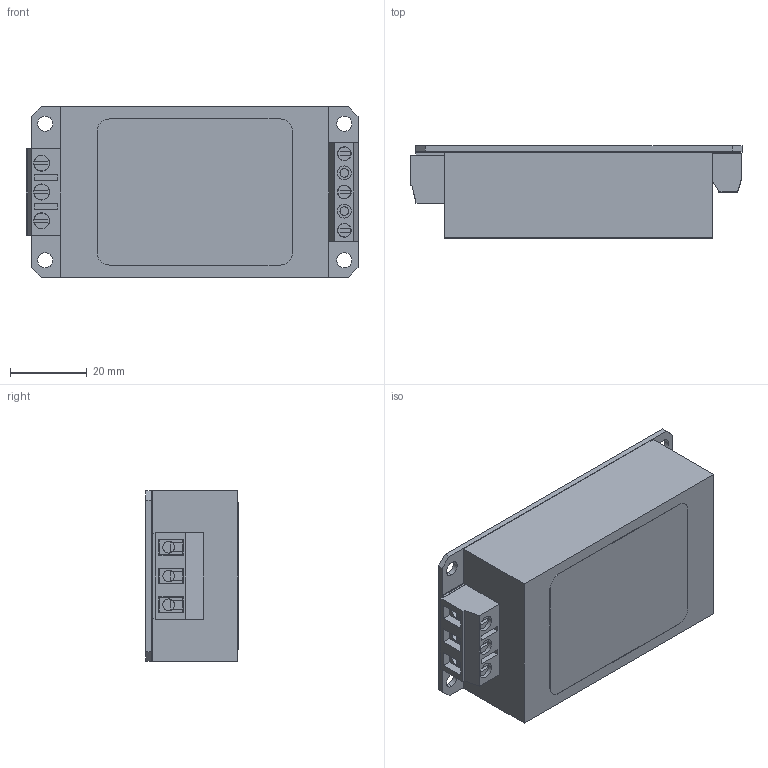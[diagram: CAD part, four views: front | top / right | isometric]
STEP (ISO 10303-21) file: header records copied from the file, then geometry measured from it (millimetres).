
FILE_DESCRIPTION (( 'STEP AP214' ), '1' );
FILE_NAME ('BP42010.STEP', '2022-04-20T16:04:32', ( '' ), ( '' ), 'SwSTEP 2.0', 'SolidWorks 2020', '' );
FILE_SCHEMA (( 'AUTOMOTIVE_DESIGN' ));
Length unit declared in the file: inch
Products named in the file (14): ED115_3DS; Screw 4-40x_25 PHMS_90272A106; 730045025; 860047460; 860047931 Rev B_860047933; BP42010; plate_chassis mount_850450050_10W TB input; 321213000 assembly_web model BP4; covers_860047018; screw 4 Fl Hd_#4 x .25; Label_model_ser_050059035; Tape_VHB_10W_TB; 321213000 Rev D_web model; Round Spacer_#4 .25R,.688L
Assembly tree (16 placements, depth 3):
  BP42010
    860047931 Rev B_860047933
    321213000 assembly_web model BP4
      321213000 Rev D_web model
      Round Spacer_#4 .25R,.688L  x2
      Screw 4-40x_25 PHMS_90272A106  x2
    covers_860047018
    ED115_3DS
    730045025
    plate_chassis mount_850450050_10W TB input
    Tape_VHB_10W_TB
    860047460
    screw 4 Fl Hd_#4 x .25  x2
    Label_model_ser_050059035
Bounding box: 86.53 x 24.05 x 44.45 mm (x, y, z)
Volume: 24836.2 mm3; surface area: 49978 mm2
Topology: 21 solids, 21 shells, 824 faces, 2207 edges, 1456 vertices
Faces by surface type: cylinder 414, plane 362, cone 30, torus 8, bspline 6, sphere 4
Entity records: 26507 total; most frequent: CARTESIAN_POINT 5207, DIRECTION 3787, ORIENTED_EDGE 3706, EDGE_CURVE 1853, AXIS2_PLACEMENT_3D 1371, VERTEX_POINT 1223, LINE 1045, VECTOR 1045
